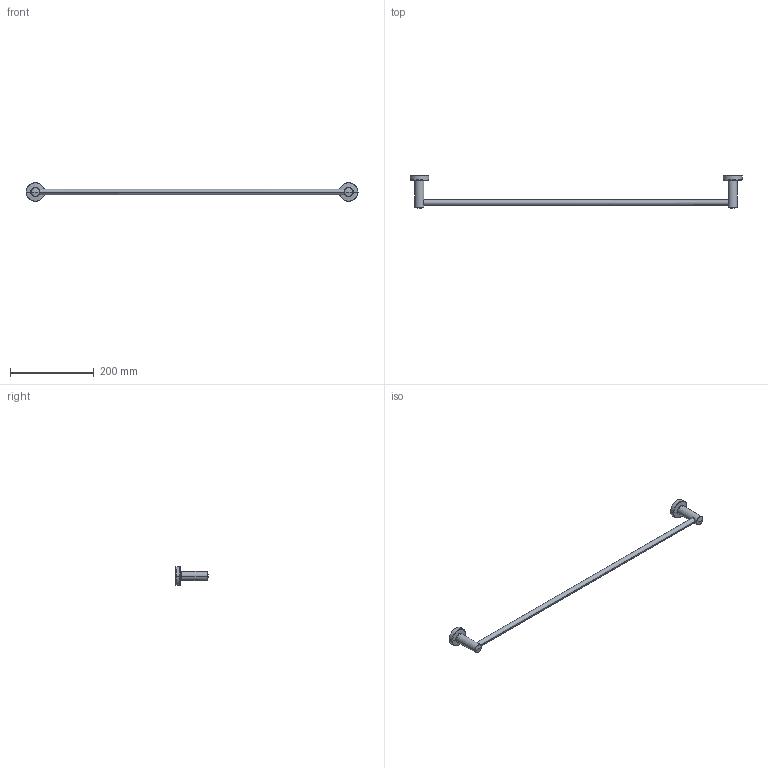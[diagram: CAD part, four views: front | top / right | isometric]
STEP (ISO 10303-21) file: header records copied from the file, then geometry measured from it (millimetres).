
FILE_DESCRIPTION(/* description */ (''),/* implementation_level */ '2;1');
FILE_NAME(/* name */ 'STEP - M1210_9506584',/* time_stamp */ '2025-01-16T09:20:48+11:00',/* author */ (''),/* organization */ (''),/* preprocessor_version */ 'ST-DEVELOPER v16.5',/* originating_system */ 'Rhino 7.37',/* authorisation */ '');
FILE_SCHEMA (('AUTOMOTIVE_DESIGN'));
Length unit declared in the file: millimetre
Products named in the file (7): Document; M12100_ASM; 2M120100; 430ZN0ZN20101; 2840201; 411ST0PO120003; 2840202
Assembly tree (8 placements, depth 3):
  Document
    M12100_ASM
      2M120100  x2
      430ZN0ZN20101  x2
      2840201
      411ST0PO120003
      2840202
Bounding box: 795 x 77.64 x 44.92 mm (x, y, z)
Volume: 69654.3 mm3; surface area: 92297.9 mm2
Topology: 7 solids, 7 shells, 654 faces, 1620 edges, 998 vertices
Faces by surface type: bspline 322, plane 216, cylinder 116
Entity records: 20683 total; most frequent: CARTESIAN_POINT 14630, ORIENTED_EDGE 1874, EDGE_CURVE 937, B_SPLINE_CURVE_WITH_KNOTS 631, VERTEX_POINT 576, EDGE_LOOP 415, ADVANCED_FACE 384, FACE_OUTER_BOUND 384
